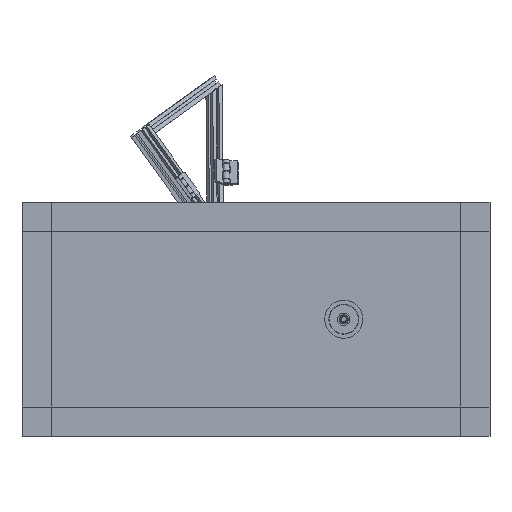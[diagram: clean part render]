
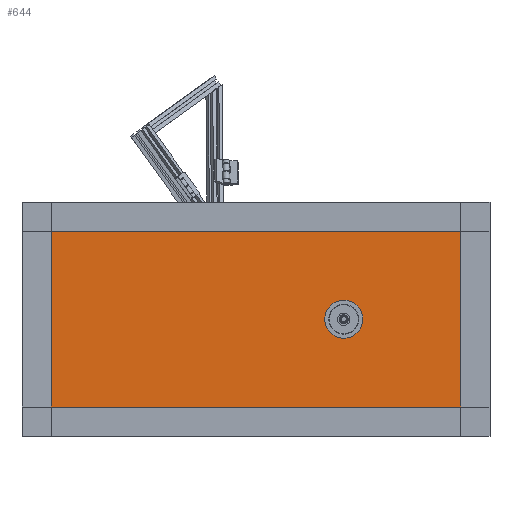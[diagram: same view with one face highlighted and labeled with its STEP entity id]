
A CAD part, front view. The second image highlights one B-rep face of the part: STEP entity #644.
In plain terms, the highlighted planar face has unit normal (0, -1, 0).
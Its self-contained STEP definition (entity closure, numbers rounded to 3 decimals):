
#128=CARTESIAN_POINT('',(150.,25.,0.));
#129=DIRECTION('',(0.,1.,0.));
#130=DIRECTION('',(1.,0.,0.));
#131=AXIS2_PLACEMENT_3D('',#128,#129,#130);
#137=DIRECTION('',(-1.,0.,0.));
#138=VECTOR('',#137,700.);
#139=CARTESIAN_POINT('',(350.,25.,150.));
#140=LINE('',#139,#138);
#141=DIRECTION('',(0.,0.,1.));
#142=VECTOR('',#141,300.);
#143=CARTESIAN_POINT('',(350.,25.,-150.));
#144=LINE('',#143,#142);
#145=DIRECTION('',(1.,0.,0.));
#146=VECTOR('',#145,700.);
#147=CARTESIAN_POINT('',(-350.,25.,-150.));
#148=LINE('',#147,#146);
#149=DIRECTION('',(0.,0.,-1.));
#150=VECTOR('',#149,300.);
#151=CARTESIAN_POINT('',(-350.,25.,150.));
#152=LINE('',#151,#150);
#169=CARTESIAN_POINT('',(150.,25.,0.));
#170=DIRECTION('',(0.,1.,0.));
#171=DIRECTION('',(-1.,0.,0.));
#172=AXIS2_PLACEMENT_3D('',#169,#170,#171);
#362=CARTESIAN_POINT('',(350.,25.,150.));
#363=CARTESIAN_POINT('',(-350.,25.,150.));
#364=VERTEX_POINT('',#362);
#365=VERTEX_POINT('',#363);
#366=CARTESIAN_POINT('',(-350.,25.,-150.));
#367=VERTEX_POINT('',#366);
#368=CARTESIAN_POINT('',(350.,25.,-150.));
#369=VERTEX_POINT('',#368);
#370=CARTESIAN_POINT('',(182.5,25.,0.));
#371=CARTESIAN_POINT('',(117.5,25.,0.));
#372=VERTEX_POINT('',#370);
#373=VERTEX_POINT('',#371);
#624=CARTESIAN_POINT('',(0.,25.,0.));
#625=DIRECTION('',(0.,-1.,0.));
#626=DIRECTION('',(1.,0.,0.));
#627=AXIS2_PLACEMENT_3D('',#624,#625,#626);
#628=PLANE('',#627);
#630=ORIENTED_EDGE('',*,*,#629,.F.);
#632=ORIENTED_EDGE('',*,*,#631,.F.);
#634=ORIENTED_EDGE('',*,*,#633,.F.);
#636=ORIENTED_EDGE('',*,*,#635,.F.);
#637=EDGE_LOOP('',(#630,#632,#634,#636));
#638=FACE_OUTER_BOUND('',#637,.F.);
#639=ORIENTED_EDGE('',*,*,#614,.F.);
#641=ORIENTED_EDGE('',*,*,#640,.F.);
#642=EDGE_LOOP('',(#639,#641));
#643=FACE_BOUND('',#642,.F.);
#644=ADVANCED_FACE('',(#638,#643),#628,.T.);
#132=CIRCLE('',#131,32.5);
#173=CIRCLE('',#172,32.5);
#614=EDGE_CURVE('',#372,#373,#132,.T.);
#629=EDGE_CURVE('',#364,#365,#140,.T.);
#631=EDGE_CURVE('',#369,#364,#144,.T.);
#633=EDGE_CURVE('',#367,#369,#148,.T.);
#635=EDGE_CURVE('',#365,#367,#152,.T.);
#640=EDGE_CURVE('',#373,#372,#173,.T.);
